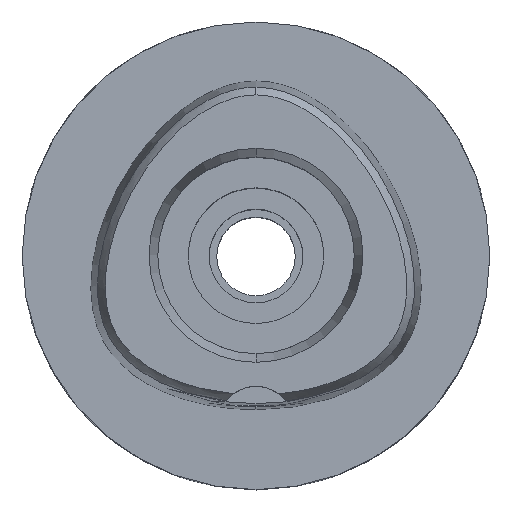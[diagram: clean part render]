
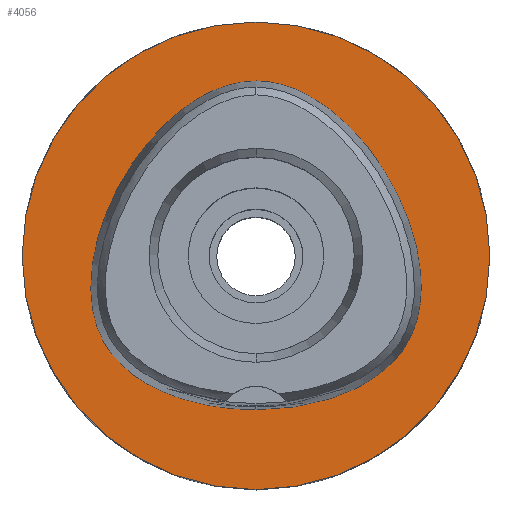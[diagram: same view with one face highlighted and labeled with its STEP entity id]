
A CAD part, top view. The second image highlights one B-rep face of the part: STEP entity #4056.
In plain terms, the highlighted planar face has unit normal (0, 0, 1).
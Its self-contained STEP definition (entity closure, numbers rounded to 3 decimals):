
#31 = CARTESIAN_POINT ( 'NONE',  ( 0., 25., 0. ) ) ;
#48 = CARTESIAN_POINT ( 'NONE',  ( 14.38, 8.302, 0. ) ) ;
#77 = CARTESIAN_POINT ( 'NONE',  ( 4.729, 17.735, 0. ) ) ;
#99 = CARTESIAN_POINT ( 'NONE',  ( 13.507, -12.483, 0. ) ) ;
#175 = CARTESIAN_POINT ( 'NONE',  ( 0., 18.695, 0. ) ) ;
#300 = CARTESIAN_POINT ( 'NONE',  ( -11.687, -13.704, 0. ) ) ;
#407 = DIRECTION ( 'NONE',  ( 0., 1., 0. ) ) ;
#453 = CARTESIAN_POINT ( 'NONE',  ( 17.711, -3.269, 0. ) ) ;
#480 = CARTESIAN_POINT ( 'NONE',  ( 0., 18.695, 0. ) ) ;
#726 = CARTESIAN_POINT ( 'NONE',  ( -13.507, -12.483, 0. ) ) ;
#852 = CARTESIAN_POINT ( 'NONE',  ( 16.669, -8.446, 0. ) ) ;
#924 = CARTESIAN_POINT ( 'NONE',  ( -17.711, -3.269, 0. ) ) ;
#1009 = ORIENTED_EDGE ( 'NONE', *, *, #2031, .F. ) ;
#1024 = CARTESIAN_POINT ( 'NONE',  ( -11.466, 12.452, 0. ) ) ;
#1044 = CARTESIAN_POINT ( 'NONE',  ( 0., 0., 0. ) ) ;
#1183 = CARTESIAN_POINT ( 'NONE',  ( 0., -25., 0. ) ) ;
#1227 = CARTESIAN_POINT ( 'NONE',  ( 1.684, -16.455, 0. ) ) ;
#1302 = CARTESIAN_POINT ( 'NONE',  ( -4.729, 17.735, 0. ) ) ;
#1337 = AXIS2_PLACEMENT_3D ( 'NONE', #4759, #2149, #2480 ) ;
#1374 = FACE_BOUND ( 'NONE', #3903, .T. ) ;
#1426 = CARTESIAN_POINT ( 'NONE',  ( 0., -16.455, 0. ) ) ;
#1429 = CIRCLE ( 'NONE', #4954, 25. ) ;
#1447 = VERTEX_POINT ( 'NONE', #4477 ) ;
#1453 = EDGE_CURVE ( 'NONE', #4422, #2864, #1429, .T. ) ;
#1554 = B_SPLINE_CURVE_WITH_KNOTS ( 'NONE', 3,
 ( #1957, #1227, #2708, #4237, #2329, #99, #3860, #3478, #3957, #852, #4284, #3880, #453, #3910, #2032, #48, #1634, #1982, #77, #1615, #2751, #480 ),
 .UNSPECIFIED., .F., .F.,
 ( 4, 1, 1, 1, 1, 1, 1, 1, 1, 1, 1, 1, 1, 1, 1, 1, 1, 1, 1, 4 ),
 ( 0., 0.083, 0.167, 0.208, 0.25, 0.292, 0.312, 0.333, 0.354, 0.375, 0.417, 0.458, 0.5, 0.583, 0.667, 0.75, 0.833, 0.917, 0.958, 1. ),
 .UNSPECIFIED. ) ;
#1615 = CARTESIAN_POINT ( 'NONE',  ( 2.041, 18.55, 0. ) ) ;
#1634 = CARTESIAN_POINT ( 'NONE',  ( 11.466, 12.452, 0. ) ) ;
#1766 = ORIENTED_EDGE ( 'NONE', *, *, #4638, .F. ) ;
#1804 = CARTESIAN_POINT ( 'NONE',  ( -2.041, 18.55, 0. ) ) ;
#1822 = DIRECTION ( 'NONE',  ( 0., -1., 0. ) ) ;
#1957 = CARTESIAN_POINT ( 'NONE',  ( 0., -16.455, 0. ) ) ;
#1982 = CARTESIAN_POINT ( 'NONE',  ( 7.968, 15.831, 0. ) ) ;
#2031 = EDGE_CURVE ( 'NONE', #2864, #4422, #3586, .T. ) ;
#2032 = CARTESIAN_POINT ( 'NONE',  ( 16.517, 3.703, 0. ) ) ;
#2076 = ORIENTED_EDGE ( 'NONE', *, *, #1453, .F. ) ;
#2100 = VERTEX_POINT ( 'NONE', #4516 ) ;
#2149 = DIRECTION ( 'NONE',  ( 0., 0., -1. ) ) ;
#2176 = CARTESIAN_POINT ( 'NONE',  ( -17.498, -0.229, 0. ) ) ;
#2219 = ORIENTED_EDGE ( 'NONE', *, *, #4457, .F. ) ;
#2305 = CARTESIAN_POINT ( 'NONE',  ( -14.788, -11.282, 0. ) ) ;
#2329 = CARTESIAN_POINT ( 'NONE',  ( 11.687, -13.704, 0. ) ) ;
#2455 = CARTESIAN_POINT ( 'NONE',  ( -17.564, -5.456, 0. ) ) ;
#2480 = DIRECTION ( 'NONE',  ( 0., -1., 0. ) ) ;
#2552 = CARTESIAN_POINT ( 'NONE',  ( -16.517, 3.703, 0. ) ) ;
#2567 = DIRECTION ( 'NONE',  ( 0., 0., -1. ) ) ;
#2674 = CARTESIAN_POINT ( 'NONE',  ( -8.947, -15.039, 0. ) ) ;
#2708 = CARTESIAN_POINT ( 'NONE',  ( 5.051, -16.156, 0. ) ) ;
#2751 = CARTESIAN_POINT ( 'NONE',  ( 0.68, 18.695, 0. ) ) ;
#2827 = CARTESIAN_POINT ( 'NONE',  ( -7.968, 15.831, 0. ) ) ;
#2864 = VERTEX_POINT ( 'NONE', #31 ) ;
#2895 = PLANE ( 'NONE',  #1337 ) ;
#2941 = AXIS2_PLACEMENT_3D ( 'NONE', #3362, #4544, #407 ) ;
#3362 = CARTESIAN_POINT ( 'NONE',  ( 0., 0., 0. ) ) ;
#3478 = CARTESIAN_POINT ( 'NONE',  ( 15.649, -10.213, 0. ) ) ;
#3586 = CIRCLE ( 'NONE', #2941, 25. ) ;
#3727 = CARTESIAN_POINT ( 'NONE',  ( -17.165, -7.166, 0. ) ) ;
#3758 = B_SPLINE_CURVE_WITH_KNOTS ( 'NONE', 3,
 ( #175, #4459, #1804, #1302, #2827, #1024, #4363, #2552, #2176, #924, #2455, #3727, #4885, #4533, #4561, #2305, #726, #300, #2674, #3834, #4584, #1426 ),
 .UNSPECIFIED., .F., .F.,
 ( 4, 1, 1, 1, 1, 1, 1, 1, 1, 1, 1, 1, 1, 1, 1, 1, 1, 1, 1, 4 ),
 ( 0., 0.042, 0.083, 0.167, 0.25, 0.333, 0.417, 0.5, 0.542, 0.583, 0.625, 0.646, 0.667, 0.688, 0.708, 0.75, 0.792, 0.833, 0.917, 1. ),
 .UNSPECIFIED. ) ;
#3834 = CARTESIAN_POINT ( 'NONE',  ( -5.051, -16.156, 0. ) ) ;
#3860 = CARTESIAN_POINT ( 'NONE',  ( 14.788, -11.282, 0. ) ) ;
#3880 = CARTESIAN_POINT ( 'NONE',  ( 17.564, -5.456, 0. ) ) ;
#3903 = EDGE_LOOP ( 'NONE', ( #1766, #2219 ) ) ;
#3910 = CARTESIAN_POINT ( 'NONE',  ( 17.498, -0.229, 0. ) ) ;
#3957 = CARTESIAN_POINT ( 'NONE',  ( 16.206, -9.357, 0. ) ) ;
#3974 = EDGE_LOOP ( 'NONE', ( #1009, #2076 ) ) ;
#4056 = ADVANCED_FACE ( 'NONE', ( #4806, #1374 ), #2895, .F. ) ;
#4237 = CARTESIAN_POINT ( 'NONE',  ( 8.947, -15.039, 0. ) ) ;
#4284 = CARTESIAN_POINT ( 'NONE',  ( 17.165, -7.166, 0. ) ) ;
#4363 = CARTESIAN_POINT ( 'NONE',  ( -14.38, 8.302, 0. ) ) ;
#4422 = VERTEX_POINT ( 'NONE', #1183 ) ;
#4457 = EDGE_CURVE ( 'NONE', #1447, #2100, #1554, .T. ) ;
#4459 = CARTESIAN_POINT ( 'NONE',  ( -0.68, 18.695, 0. ) ) ;
#4477 = CARTESIAN_POINT ( 'NONE',  ( 0., -16.455, 0. ) ) ;
#4516 = CARTESIAN_POINT ( 'NONE',  ( 0., 18.695, 0. ) ) ;
#4533 = CARTESIAN_POINT ( 'NONE',  ( -16.206, -9.357, 0. ) ) ;
#4544 = DIRECTION ( 'NONE',  ( 0., 0., -1. ) ) ;
#4561 = CARTESIAN_POINT ( 'NONE',  ( -15.649, -10.213, 0. ) ) ;
#4584 = CARTESIAN_POINT ( 'NONE',  ( -1.684, -16.455, 0. ) ) ;
#4638 = EDGE_CURVE ( 'NONE', #2100, #1447, #3758, .T. ) ;
#4759 = CARTESIAN_POINT ( 'NONE',  ( 0., 0., 0. ) ) ;
#4806 = FACE_OUTER_BOUND ( 'NONE', #3974, .T. ) ;
#4885 = CARTESIAN_POINT ( 'NONE',  ( -16.669, -8.446, 0. ) ) ;
#4954 = AXIS2_PLACEMENT_3D ( 'NONE', #1044, #2567, #1822 ) ;
